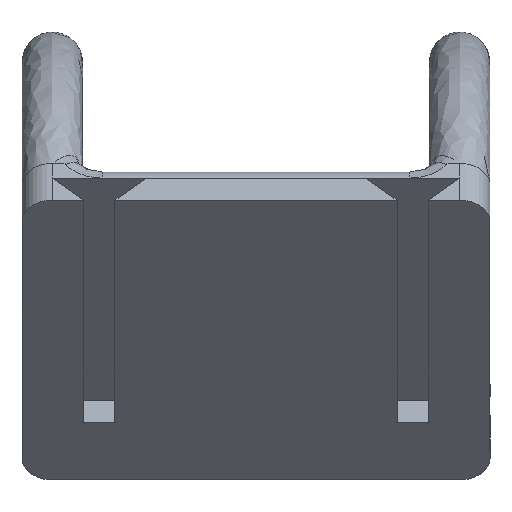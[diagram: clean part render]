
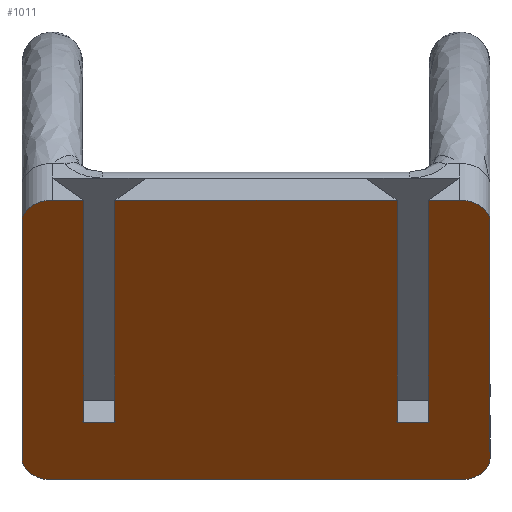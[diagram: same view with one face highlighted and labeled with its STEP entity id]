
A CAD part, top view. The second image highlights one B-rep face of the part: STEP entity #1011.
In plain terms, the highlighted planar face has unit normal (0, -0.707, 0.707).
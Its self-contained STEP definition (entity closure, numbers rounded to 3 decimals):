
#38=PLANE('',#1109);
#129=FACE_OUTER_BOUND('',#189,.T.);
#189=EDGE_LOOP('',(#845,#846,#847,#848,#849,#850,#851,#852,#853,#854,#855,
#856,#857,#858,#859,#860));
#217=LINE('',#1632,#295);
#239=LINE('',#2327,#317);
#242=LINE('',#2334,#320);
#244=LINE('',#2337,#322);
#246=LINE('',#2342,#324);
#251=LINE('',#2351,#329);
#253=LINE('',#2355,#331);
#255=LINE('',#2359,#333);
#256=LINE('',#2362,#334);
#264=LINE('',#2387,#342);
#265=LINE('',#2389,#343);
#266=LINE('',#2390,#344);
#295=VECTOR('',#1164,10.);
#317=VECTOR('',#1244,10.);
#320=VECTOR('',#1251,10.);
#322=VECTOR('',#1255,10.);
#324=VECTOR('',#1259,10.);
#329=VECTOR('',#1266,10.);
#331=VECTOR('',#1272,10.);
#333=VECTOR('',#1276,10.);
#334=VECTOR('',#1279,10.);
#342=VECTOR('',#1307,10.);
#343=VECTOR('',#1310,10.);
#344=VECTOR('',#1311,10.);
#392=CIRCLE('',#1100,2.9);
#393=CIRCLE('',#1102,2.9);
#395=CIRCLE('',#1105,2.9);
#396=CIRCLE('',#1107,2.9);
#427=VERTEX_POINT('',#1629);
#428=VERTEX_POINT('',#1631);
#465=VERTEX_POINT('',#2321);
#467=VERTEX_POINT('',#2325);
#469=VERTEX_POINT('',#2333);
#470=VERTEX_POINT('',#2339);
#471=VERTEX_POINT('',#2341);
#474=VERTEX_POINT('',#2349);
#475=VERTEX_POINT('',#2357);
#476=VERTEX_POINT('',#2361);
#477=VERTEX_POINT('',#2365);
#478=VERTEX_POINT('',#2367);
#479=VERTEX_POINT('',#2371);
#481=VERTEX_POINT('',#2377);
#482=VERTEX_POINT('',#2381);
#483=VERTEX_POINT('',#2383);
#527=EDGE_CURVE('',#428,#427,#217,.T.);
#586=EDGE_CURVE('',#465,#467,#239,.T.);
#589=EDGE_CURVE('',#469,#428,#242,.T.);
#591=EDGE_CURVE('',#467,#469,#244,.T.);
#593=EDGE_CURVE('',#471,#470,#246,.T.);
#598=EDGE_CURVE('',#427,#474,#251,.T.);
#600=EDGE_CURVE('',#474,#471,#253,.T.);
#602=EDGE_CURVE('',#470,#475,#255,.T.);
#603=EDGE_CURVE('',#476,#465,#256,.T.);
#606=EDGE_CURVE('',#478,#477,#392,.T.);
#609=EDGE_CURVE('',#475,#479,#393,.T.);
#611=EDGE_CURVE('',#481,#476,#395,.T.);
#614=EDGE_CURVE('',#483,#482,#396,.T.);
#616=EDGE_CURVE('',#477,#483,#264,.T.);
#617=EDGE_CURVE('',#479,#478,#265,.T.);
#618=EDGE_CURVE('',#482,#481,#266,.T.);
#845=ORIENTED_EDGE('',*,*,#589,.T.);
#846=ORIENTED_EDGE('',*,*,#527,.T.);
#847=ORIENTED_EDGE('',*,*,#598,.T.);
#848=ORIENTED_EDGE('',*,*,#600,.T.);
#849=ORIENTED_EDGE('',*,*,#593,.T.);
#850=ORIENTED_EDGE('',*,*,#602,.T.);
#851=ORIENTED_EDGE('',*,*,#609,.T.);
#852=ORIENTED_EDGE('',*,*,#617,.T.);
#853=ORIENTED_EDGE('',*,*,#606,.T.);
#854=ORIENTED_EDGE('',*,*,#616,.T.);
#855=ORIENTED_EDGE('',*,*,#614,.T.);
#856=ORIENTED_EDGE('',*,*,#618,.T.);
#857=ORIENTED_EDGE('',*,*,#611,.T.);
#858=ORIENTED_EDGE('',*,*,#603,.T.);
#859=ORIENTED_EDGE('',*,*,#586,.T.);
#860=ORIENTED_EDGE('',*,*,#591,.T.);
#1011=ADVANCED_FACE('',(#129),#38,.T.);
#1100=AXIS2_PLACEMENT_3D('',#2368,#1284,#1285);
#1102=AXIS2_PLACEMENT_3D('',#2373,#1290,#1291);
#1105=AXIS2_PLACEMENT_3D('',#2378,#1296,#1297);
#1107=AXIS2_PLACEMENT_3D('',#2384,#1302,#1303);
#1109=AXIS2_PLACEMENT_3D('',#2388,#1308,#1309);
#1164=DIRECTION('',(-1.,0.,0.));
#1244=DIRECTION('',(0.,-0.707,-0.707));
#1251=DIRECTION('',(0.,0.707,0.707));
#1255=DIRECTION('',(-1.,0.,0.));
#1259=DIRECTION('',(0.,0.707,0.707));
#1266=DIRECTION('',(0.,-0.707,-0.707));
#1272=DIRECTION('',(-1.,0.,0.));
#1276=DIRECTION('',(-1.,0.,0.));
#1279=DIRECTION('',(-1.,0.,0.));
#1284=DIRECTION('center_axis',(0.,-0.707,0.707));
#1285=DIRECTION('ref_axis',(-1.,0.,0.));
#1290=DIRECTION('center_axis',(0.,-0.707,0.707));
#1291=DIRECTION('ref_axis',(1.,0.,0.));
#1296=DIRECTION('center_axis',(0.,-0.707,
0.707));
#1297=DIRECTION('ref_axis',(1.,0.,0.));
#1302=DIRECTION('center_axis',(0.,-0.707,
0.707));
#1303=DIRECTION('ref_axis',(-1.,0.,0.));
#1307=DIRECTION('',(1.,0.,0.));
#1308=DIRECTION('center_axis',(0.,-0.707,
0.707));
#1309=DIRECTION('ref_axis',(1.,0.,0.));
#1310=DIRECTION('',(0.,-0.707,-0.707));
#1311=DIRECTION('',(0.,0.707,0.707));
#1629=CARTESIAN_POINT('',(3.5,8.245,43.765));
#1631=CARTESIAN_POINT('',(30.5,8.245,43.765));
#1632=CARTESIAN_POINT('',(36.5,8.245,43.765));
#2321=CARTESIAN_POINT('',(33.5,8.245,43.765));
#2325=CARTESIAN_POINT('',(33.5,-12.968,22.552));
#2327=CARTESIAN_POINT('',(33.5,1.563,37.083));
#2333=CARTESIAN_POINT('',(30.5,-12.968,22.552));
#2334=CARTESIAN_POINT('',(30.5,1.563,37.083));
#2337=CARTESIAN_POINT('',(24.5,-12.968,22.552));
#2339=CARTESIAN_POINT('',(0.5,8.245,43.765));
#2341=CARTESIAN_POINT('',(0.5,-12.968,22.552));
#2342=CARTESIAN_POINT('',(0.5,1.563,37.083));
#2349=CARTESIAN_POINT('',(3.5,-12.968,22.552));
#2351=CARTESIAN_POINT('',(3.5,1.563,37.083));
#2355=CARTESIAN_POINT('',(9.5,-12.968,22.552));
#2357=CARTESIAN_POINT('',(-2.5,8.245,43.765));
#2359=CARTESIAN_POINT('',(36.5,8.245,43.765));
#2361=CARTESIAN_POINT('',(36.5,8.245,43.765));
#2362=CARTESIAN_POINT('',(36.5,8.245,43.765));
#2365=CARTESIAN_POINT('',(-2.5,-18.484,17.036));
#2367=CARTESIAN_POINT('',(-5.4,-16.433,19.087));
#2368=CARTESIAN_POINT('Origin',(-2.5,-16.433,19.087));
#2371=CARTESIAN_POINT('',(-5.4,6.194,41.714));
#2373=CARTESIAN_POINT('Origin',(-2.5,6.194,41.714));
#2377=CARTESIAN_POINT('',(39.4,6.194,41.714));
#2378=CARTESIAN_POINT('Origin',(36.5,6.194,41.714));
#2381=CARTESIAN_POINT('',(39.4,-16.433,19.087));
#2383=CARTESIAN_POINT('',(36.5,-18.484,17.036));
#2384=CARTESIAN_POINT('Origin',(36.5,-16.433,19.087));
#2387=CARTESIAN_POINT('',(-2.5,-18.484,17.036));
#2388=CARTESIAN_POINT('Origin',(17.,-5.119,30.401));
#2389=CARTESIAN_POINT('',(-5.4,6.194,41.714));
#2390=CARTESIAN_POINT('',(39.4,-16.433,19.087));
